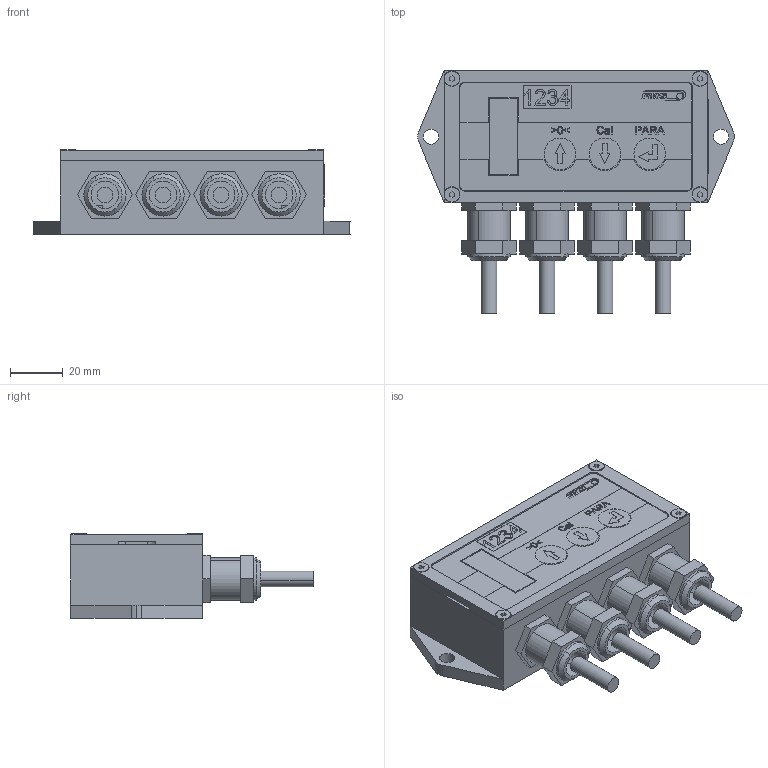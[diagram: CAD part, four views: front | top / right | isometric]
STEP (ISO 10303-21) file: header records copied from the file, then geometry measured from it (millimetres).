
FILE_DESCRIPTION (( 'STEP AP203' ), '1' );
FILE_NAME ('31104172_stp_-.step', '2022-11-21T09:55:06', ( '' ), ( '' ), 'SwSTEP 2.0', 'SolidWorks 2018', '' );
FILE_SCHEMA (( 'CONFIG_CONTROL_DESIGN' ));
Length unit declared in the file: millimetre
Products named in the file (9): 49369_01; 31104174_02; 31104274_01; Steuerkabel_6x20; 31104273_01; 31104173_01; 31104172_stp_-; Se-Schr DIN7991_M3x8; 31100824_M16x1.5 kurz
Assembly tree (17 placements, depth 2):
  31104172_stp_-
    49369_01
    31104173_01
    31104174_02
    31100824_M16x1.5 kurz  x4
    Steuerkabel_6x20  x4
    Se-Schr DIN7991_M3x8  x4
    31104273_01
    31104274_01
Bounding box: 119.98 x 92 x 32.2 mm (x, y, z)
Volume: 82132 mm3; surface area: 61610.4 mm2
Topology: 17 solids, 17 shells, 957 faces, 2433 edges, 1586 vertices
Faces by surface type: plane 522, cylinder 225, bspline 146, cone 52, torus 12
Entity records: 33275 total; most frequent: CARTESIAN_POINT 12821, ORIENTED_EDGE 4206, DIRECTION 3572, EDGE_CURVE 2103, LINE 1398, VECTOR 1398, VERTEX_POINT 1376, AXIS2_PLACEMENT_3D 1087
